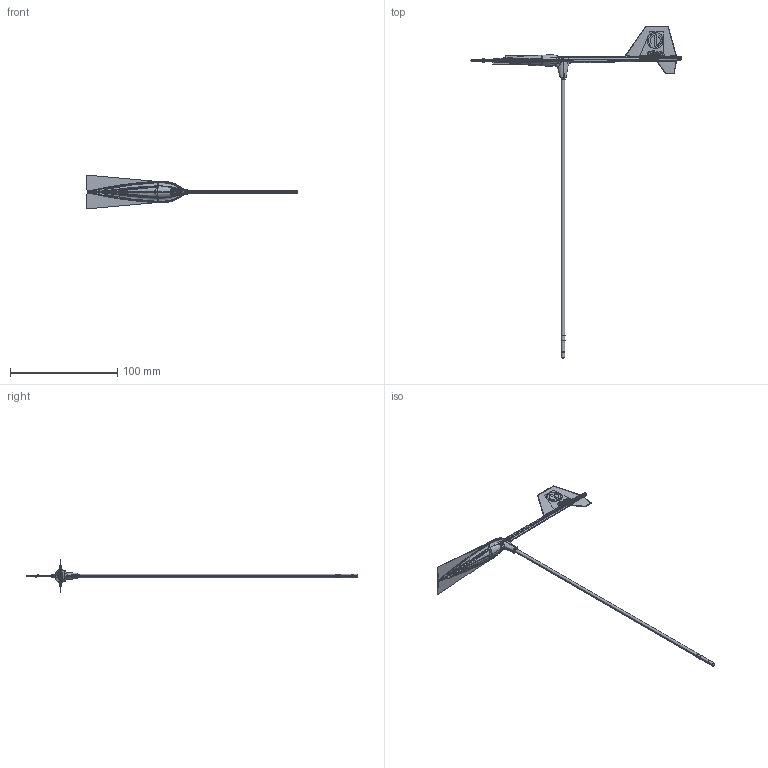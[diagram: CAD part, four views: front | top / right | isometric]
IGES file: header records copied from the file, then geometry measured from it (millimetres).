
Start section:  PTC IGES file: a--71.igs
Global section: file name: a--71.igs; native system: Creo Parametric by PTC Inc.; preprocessor: 2021284; author: Student; organization: Unknown; date: 20211206.161431; units: millimetre
Bounding box: 197.04 x 309.01 x 31.52 mm (x, y, z)
Surface area: 50289 mm2 (no closed solid volume)
Topology: 0 solids, 0 shells, 915 faces, 12201 edges, 15842 vertices
Faces by surface type: bspline 546, revolution 188, extrusion 181
